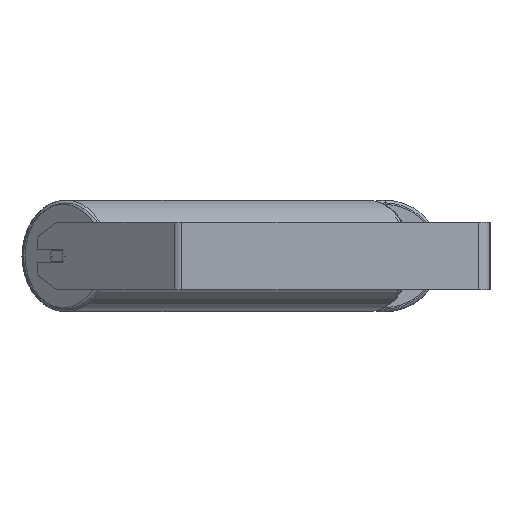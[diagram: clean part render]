
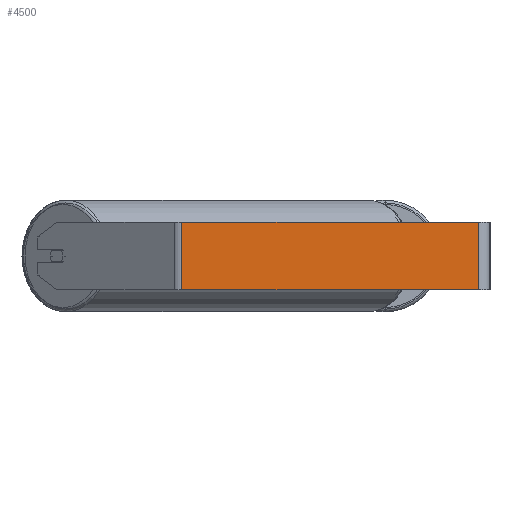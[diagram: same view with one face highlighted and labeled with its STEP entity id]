
A CAD part, left-side view. The second image highlights one B-rep face of the part: STEP entity #4500.
In plain terms, the highlighted planar face has unit normal (-1, 0, 0).
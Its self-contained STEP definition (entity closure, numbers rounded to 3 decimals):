
#100 = CARTESIAN_POINT ( 'NONE',  ( -900., 372.462, 40. ) ) ;
#131 = LINE ( 'NONE', #5466, #5358 ) ;
#194 = PLANE ( 'NONE',  #3541 ) ;
#263 = EDGE_CURVE ( 'NONE', #8136, #2449, #5650, .T. ) ;
#436 = LINE ( 'NONE', #6419, #2701 ) ;
#1050 = VERTEX_POINT ( 'NONE', #6299 ) ;
#2029 = DIRECTION ( 'NONE',  ( 0., 0., -1. ) ) ;
#2449 = VERTEX_POINT ( 'NONE', #3360 ) ;
#2701 = VECTOR ( 'NONE', #8376, 1000. ) ;
#3022 = VERTEX_POINT ( 'NONE', #6751 ) ;
#3360 = CARTESIAN_POINT ( 'NONE',  ( -900., 367.367, -40. ) ) ;
#3393 = ORIENTED_EDGE ( 'NONE', *, *, #4037, .F. ) ;
#3541 = AXIS2_PLACEMENT_3D ( 'NONE', #3550, #8259, #6256 ) ;
#3550 = CARTESIAN_POINT ( 'NONE',  ( -900., 372.462, 40. ) ) ;
#3638 = ORIENTED_EDGE ( 'NONE', *, *, #4946, .T. ) ;
#3952 = ORIENTED_EDGE ( 'NONE', *, *, #263, .T. ) ;
#4037 = EDGE_CURVE ( 'NONE', #1050, #3022, #131, .T. ) ;
#4500 = ADVANCED_FACE ( 'NONE', ( #7676 ), #194, .F. ) ;
#4792 = EDGE_CURVE ( 'NONE', #8136, #1050, #5565, .T. ) ;
#4946 = EDGE_CURVE ( 'NONE', #2449, #3022, #436, .T. ) ;
#5358 = VECTOR ( 'NONE', #2029, 1000. ) ;
#5466 = CARTESIAN_POINT ( 'NONE',  ( -900., 14., 40. ) ) ;
#5565 = LINE ( 'NONE', #100, #5663 ) ;
#5650 = LINE ( 'NONE', #6285, #6426 ) ;
#5663 = VECTOR ( 'NONE', #7485, 1000. ) ;
#6256 = DIRECTION ( 'NONE',  ( 0., 0., -1. ) ) ;
#6285 = CARTESIAN_POINT ( 'NONE',  ( -900., 367.367, 40. ) ) ;
#6299 = CARTESIAN_POINT ( 'NONE',  ( -900., 14., 40. ) ) ;
#6419 = CARTESIAN_POINT ( 'NONE',  ( -900., 372.462, -40. ) ) ;
#6426 = VECTOR ( 'NONE', #8375, 1000. ) ;
#6550 = ORIENTED_EDGE ( 'NONE', *, *, #4792, .F. ) ;
#6751 = CARTESIAN_POINT ( 'NONE',  ( -900., 14., -40. ) ) ;
#7485 = DIRECTION ( 'NONE',  ( 0., -1., 0. ) ) ;
#7676 = FACE_OUTER_BOUND ( 'NONE', #7823, .T. ) ;
#7823 = EDGE_LOOP ( 'NONE', ( #3638, #3393, #6550, #3952 ) ) ;
#8136 = VERTEX_POINT ( 'NONE', #8306 ) ;
#8259 = DIRECTION ( 'NONE',  ( 1., 0., 0. ) ) ;
#8306 = CARTESIAN_POINT ( 'NONE',  ( -900., 367.367, 40. ) ) ;
#8375 = DIRECTION ( 'NONE',  ( 0., 0., -1. ) ) ;
#8376 = DIRECTION ( 'NONE',  ( 0., -1., 0. ) ) ;
